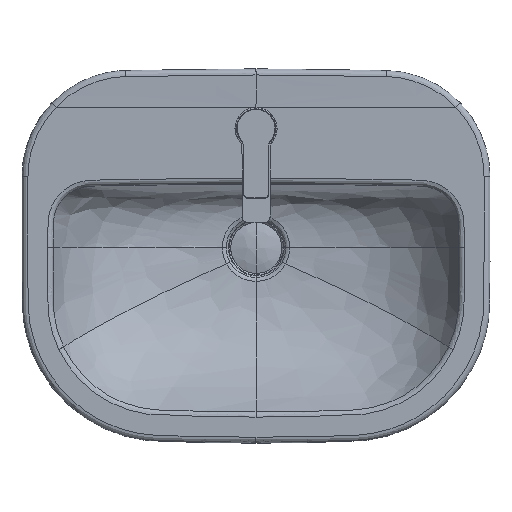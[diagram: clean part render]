
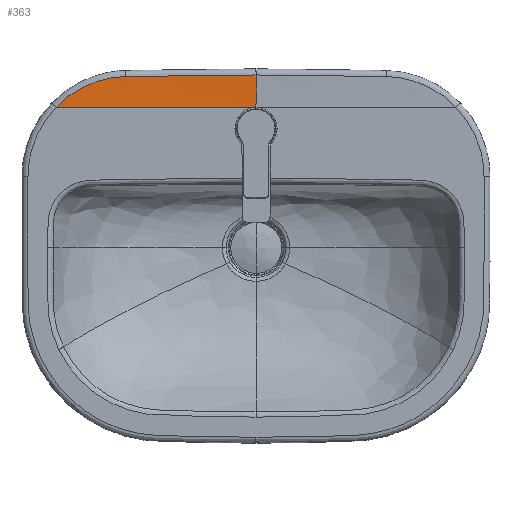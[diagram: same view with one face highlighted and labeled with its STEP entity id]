
A CAD part, top view. The second image highlights one B-rep face of the part: STEP entity #363.
In plain terms, the highlighted free-form (B-spline) face has degree [3, 5] with [4, 6] control points.
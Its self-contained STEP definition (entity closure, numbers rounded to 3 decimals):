
#115=B_SPLINE_SURFACE_WITH_KNOTS('',3,5,((#97812,#97813,#97814,#97815,#97816,
#97817),(#97818,#97819,#97820,#97821,#97822,#97823),(#97824,#97825,#97826,
#97827,#97828,#97829),(#97830,#97831,#97832,#97833,#97834,#97835)),
 .UNSPECIFIED.,.F.,.F.,.F.,(4,4),(6,6),(-136.,-91.),(0.,550.1),
 .UNSPECIFIED.);
#363=ADVANCED_FACE('',(#697),#115,.T.);
#697=FACE_OUTER_BOUND('',#1036,.T.);
#1036=EDGE_LOOP('',(#1960,#1961,#1962,#1963));
#1960=ORIENTED_EDGE('',*,*,#3104,.F.);
#1961=ORIENTED_EDGE('',*,*,#3160,.F.);
#1962=ORIENTED_EDGE('',*,*,#3120,.F.);
#1963=ORIENTED_EDGE('',*,*,#3102,.T.);
#3102=EDGE_CURVE('',#4491,#4490,#3787,.T.);
#3104=EDGE_CURVE('',#4492,#4490,#3789,.T.);
#3120=EDGE_CURVE('',#4491,#4493,#3805,.T.);
#3160=EDGE_CURVE('',#4493,#4492,#3841,.T.);
#3787=B_SPLINE_CURVE_WITH_KNOTS('',5,(#108502,#108503,#108504,#108505,#108506,
#108507,#108508,#108509,#108510,#108511,#108512,#108513,#108514,#108515,
#108516,#108517,#108518,#108519,#108520,#108521,#108522,#108523,#108524,
#108525,#108526,#108527,#108528,#108529,#108530,#108531,#108532,#108533,
#108534,#108535,#108536,#108537,#108538,#108539,#108540,#108541,#108542,
#108543,#108544,#108545,#108546),.UNSPECIFIED.,.F.,.F.,(6,3,3,3,3,3,3,3,
3,3,3,3,3,3,6),(69.15,142.48,215.81,237.512,
256.364,265.79,270.503,272.859,275.216,
276.471,277.726,280.177,281.884,283.591,
284.583),.UNSPECIFIED.);
#3789=B_SPLINE_CURVE_WITH_KNOTS('',3,(#108592,#108593,#108594,#108595,#108596,
#108597,#108598,#108599,#108600,#108601,#108602,#108603),.UNSPECIFIED.,
 .F.,.F.,(4,2,2,2,2,4),(-416.415,-383.098,-349.785,
-316.473,-299.797,-283.144),.UNSPECIFIED.);
#3805=B_SPLINE_CURVE_WITH_KNOTS('',3,(#108954,#108955,#108956,#108957),
 .UNSPECIFIED.,.F.,.F.,(4,4),(-53.304,0.),
 .UNSPECIFIED.);
#3841=B_SPLINE_CURVE_WITH_KNOTS('',5,(#109499,#109500,#109501,#109502,#109503,
#109504),.UNSPECIFIED.,.F.,.F.,(6,6),(275.05,509.961),
 .UNSPECIFIED.);
#4490=VERTEX_POINT('',#103612);
#4491=VERTEX_POINT('',#103613);
#4492=VERTEX_POINT('',#103614);
#4493=VERTEX_POINT('',#103615);
#97812=CARTESIAN_POINT('',(274.702,175.,82.968));
#97813=CARTESIAN_POINT('',(164.681,175.,82.968));
#97814=CARTESIAN_POINT('',(54.662,175.,82.968));
#97815=CARTESIAN_POINT('',(-55.359,175.,82.968));
#97816=CARTESIAN_POINT('',(-165.378,175.,82.968));
#97817=CARTESIAN_POINT('',(-275.398,175.,82.968));
#97818=CARTESIAN_POINT('',(274.702,190.,82.968));
#97819=CARTESIAN_POINT('',(164.682,190.,82.968));
#97820=CARTESIAN_POINT('',(54.663,190.006,82.968));
#97821=CARTESIAN_POINT('',(-55.359,190.006,82.968));
#97822=CARTESIAN_POINT('',(-165.379,190.,82.968));
#97823=CARTESIAN_POINT('',(-275.398,190.,82.968));
#97824=CARTESIAN_POINT('',(274.702,205.,82.968));
#97825=CARTESIAN_POINT('',(164.683,205.,83.501));
#97826=CARTESIAN_POINT('',(54.663,205.,83.768));
#97827=CARTESIAN_POINT('',(-55.36,205.,83.768));
#97828=CARTESIAN_POINT('',(-165.38,205.,83.501));
#97829=CARTESIAN_POINT('',(-275.398,205.,82.968));
#97830=CARTESIAN_POINT('',(274.702,220.,82.968));
#97831=CARTESIAN_POINT('',(164.684,220.,83.768));
#97832=CARTESIAN_POINT('',(54.664,220.,84.168));
#97833=CARTESIAN_POINT('',(-55.36,220.,84.168));
#97834=CARTESIAN_POINT('',(-165.381,220.,83.768));
#97835=CARTESIAN_POINT('',(-275.398,220.,82.968));
#103612=CARTESIAN_POINT('',(-153.491,210.882,83.496));
#103613=CARTESIAN_POINT('',(-0.348,212.688,83.783));
#103614=CARTESIAN_POINT('',(-235.259,175.,82.968));
#103615=CARTESIAN_POINT('',(-0.348,175.,82.968));
#108502=CARTESIAN_POINT('',(-0.348,212.688,83.783));
#108503=CARTESIAN_POINT('',(-10.718,212.688,83.783));
#108504=CARTESIAN_POINT('',(-21.087,212.667,83.78));
#108505=CARTESIAN_POINT('',(-31.455,212.626,83.773));
#108506=CARTESIAN_POINT('',(-52.186,212.502,83.752));
#108507=CARTESIAN_POINT('',(-72.915,212.295,83.718));
#108508=CARTESIAN_POINT('',(-83.28,212.171,83.698));
#108509=CARTESIAN_POINT('',(-96.714,211.983,83.667));
#108510=CARTESIAN_POINT('',(-110.15,211.76,83.632));
#108511=CARTESIAN_POINT('',(-113.218,211.708,83.623));
#108512=CARTESIAN_POINT('',(-118.952,211.606,83.607));
#108513=CARTESIAN_POINT('',(-124.685,211.498,83.59));
#108514=CARTESIAN_POINT('',(-127.35,211.447,83.582));
#108515=CARTESIAN_POINT('',(-131.347,211.368,83.57));
#108516=CARTESIAN_POINT('',(-135.344,211.285,83.557));
#108517=CARTESIAN_POINT('',(-136.677,211.257,83.553));
#108518=CARTESIAN_POINT('',(-138.675,211.215,83.546));
#108519=CARTESIAN_POINT('',(-140.674,211.172,83.54));
#108520=CARTESIAN_POINT('',(-141.34,211.158,83.537));
#108521=CARTESIAN_POINT('',(-142.34,211.136,83.534));
#108522=CARTESIAN_POINT('',(-143.339,211.114,83.531));
#108523=CARTESIAN_POINT('',(-143.672,211.107,83.53));
#108524=CARTESIAN_POINT('',(-144.339,211.092,83.527));
#108525=CARTESIAN_POINT('',(-145.005,211.077,83.525));
#108526=CARTESIAN_POINT('',(-145.339,211.07,83.524));
#108527=CARTESIAN_POINT('',(-145.848,211.058,83.522));
#108528=CARTESIAN_POINT('',(-146.359,211.047,83.52));
#108529=CARTESIAN_POINT('',(-146.535,211.043,83.52));
#108530=CARTESIAN_POINT('',(-146.895,211.035,83.519));
#108531=CARTESIAN_POINT('',(-147.273,211.026,83.517));
#108532=CARTESIAN_POINT('',(-147.467,211.022,83.517));
#108533=CARTESIAN_POINT('',(-148.053,211.008,83.515));
#108534=CARTESIAN_POINT('',(-148.668,210.994,83.512));
#108535=CARTESIAN_POINT('',(-149.088,210.985,83.511));
#108536=CARTESIAN_POINT('',(-149.795,210.969,83.509));
#108537=CARTESIAN_POINT('',(-150.503,210.953,83.506));
#108538=CARTESIAN_POINT('',(-150.8,210.946,83.505));
#108539=CARTESIAN_POINT('',(-151.398,210.932,83.503));
#108540=CARTESIAN_POINT('',(-151.978,210.919,83.501));
#108541=CARTESIAN_POINT('',(-152.259,210.912,83.5));
#108542=CARTESIAN_POINT('',(-152.673,210.903,83.498));
#108543=CARTESIAN_POINT('',(-153.067,210.893,83.497));
#108544=CARTESIAN_POINT('',(-153.203,210.89,83.497));
#108545=CARTESIAN_POINT('',(-153.353,210.886,83.496));
#108546=CARTESIAN_POINT('',(-153.491,210.882,83.496));
#108592=CARTESIAN_POINT('',(-235.259,175.,82.968));
#108593=CARTESIAN_POINT('',(-229.947,180.489,82.968));
#108594=CARTESIAN_POINT('',(-224.116,185.447,82.993));
#108595=CARTESIAN_POINT('',(-211.574,194.165,83.078));
#108596=CARTESIAN_POINT('',(-204.894,197.906,83.137));
#108597=CARTESIAN_POINT('',(-190.908,204.043,83.258));
#108598=CARTESIAN_POINT('',(-183.631,206.427,83.32));
#108599=CARTESIAN_POINT('',(-172.447,208.923,83.399));
#108600=CARTESIAN_POINT('',(-168.697,209.571,83.422));
#108601=CARTESIAN_POINT('',(-161.114,210.504,83.464));
#108602=CARTESIAN_POINT('',(-157.307,210.78,83.482));
#108603=CARTESIAN_POINT('',(-153.491,210.882,83.496));
#108954=CARTESIAN_POINT('',(-0.348,212.688,83.783));
#108955=CARTESIAN_POINT('',(-0.348,200.126,83.436));
#108956=CARTESIAN_POINT('',(-0.348,187.566,82.968));
#108957=CARTESIAN_POINT('',(-0.348,175.,82.968));
#109499=CARTESIAN_POINT('',(-0.348,175.,82.968));
#109500=CARTESIAN_POINT('',(-47.33,175.,82.968));
#109501=CARTESIAN_POINT('',(-94.313,175.,82.968));
#109502=CARTESIAN_POINT('',(-141.295,175.,82.968));
#109503=CARTESIAN_POINT('',(-188.277,175.,82.968));
#109504=CARTESIAN_POINT('',(-235.259,175.,82.968));
